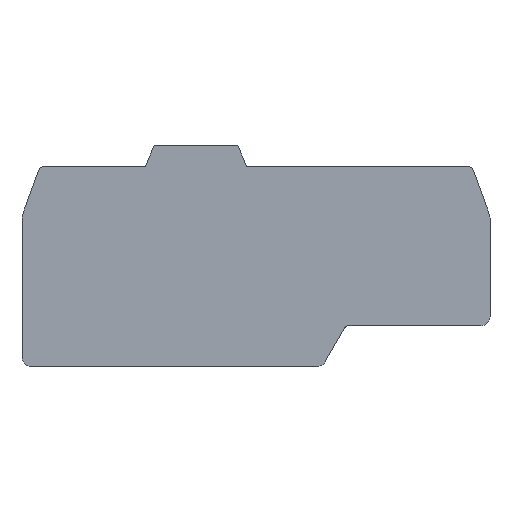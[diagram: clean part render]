
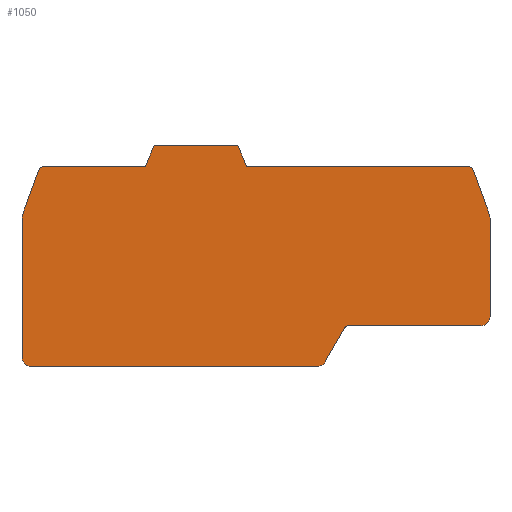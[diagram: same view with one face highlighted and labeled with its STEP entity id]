
A CAD part, top view. The second image highlights one B-rep face of the part: STEP entity #1050.
In plain terms, the highlighted planar face has unit normal (0, 0, 1).
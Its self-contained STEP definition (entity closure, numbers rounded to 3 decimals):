
#320=DIRECTION('',(-1.,0.,0.));
#321=VECTOR('',#320,36.85);
#322=CARTESIAN_POINT('',(45.3,33.5,1.5));
#323=LINE('',#322,#321);
#327=CARTESIAN_POINT('',(45.3,32.5,1.5));
#328=DIRECTION('',(0.,0.,1.));
#329=DIRECTION('',(0.94,0.342,0.));
#330=AXIS2_PLACEMENT_3D('',#327,#328,#329);
#335=DIRECTION('',(-0.342,0.94,0.));
#336=VECTOR('',#335,7.718);
#337=CARTESIAN_POINT('',(48.879,25.589,1.5));
#338=LINE('',#337,#336);
#342=CARTESIAN_POINT('',(47.,24.905,1.5));
#343=DIRECTION('',(0.,0.,1.));
#344=DIRECTION('',(1.,0.,0.));
#345=AXIS2_PLACEMENT_3D('',#342,#343,#344);
#350=DIRECTION('',(0.,1.,0.));
#351=VECTOR('',#350,16.405);
#352=CARTESIAN_POINT('',(49.,8.5,1.5));
#353=LINE('',#352,#351);
#357=CARTESIAN_POINT('',(47.5,8.5,1.5));
#358=DIRECTION('',(0.,0.,1.));
#359=DIRECTION('',(0.,-1.,0.));
#360=AXIS2_PLACEMENT_3D('',#357,#358,#359);
#365=DIRECTION('',(1.,0.,0.));
#366=VECTOR('',#365,21.923);
#367=CARTESIAN_POINT('',(25.577,7.,1.5));
#368=LINE('',#367,#366);
#372=CARTESIAN_POINT('',(25.577,6.,1.5));
#373=DIRECTION('',(0.,0.,-1.));
#374=DIRECTION('',(-0.866,0.5,0.));
#375=AXIS2_PLACEMENT_3D('',#372,#373,#374);
#380=DIRECTION('',(0.5,0.866,0.));
#381=VECTOR('',#380,6.409);
#382=CARTESIAN_POINT('',(21.507,0.95,1.5));
#383=LINE('',#382,#381);
#387=CARTESIAN_POINT('',(20.208,1.7,1.5));
#388=DIRECTION('',(0.,0.,1.));
#389=DIRECTION('',(0.,-1.,0.));
#390=AXIS2_PLACEMENT_3D('',#387,#388,#389);
#395=DIRECTION('',(1.,0.,0.));
#396=VECTOR('',#395,47.708);
#397=CARTESIAN_POINT('',(-27.5,0.2,1.5));
#398=LINE('',#397,#396);
#402=CARTESIAN_POINT('',(-27.5,1.7,1.5));
#403=DIRECTION('',(0.,0.,1.));
#404=DIRECTION('',(-1.,0.,0.));
#405=AXIS2_PLACEMENT_3D('',#402,#403,#404);
#410=DIRECTION('',(0.,-1.,0.));
#411=VECTOR('',#410,23.205);
#412=CARTESIAN_POINT('',(-29.,24.905,1.5));
#413=LINE('',#412,#411);
#417=CARTESIAN_POINT('',(-27.,24.905,1.5));
#418=DIRECTION('',(0.,0.,1.));
#419=DIRECTION('',(-0.94,0.342,0.));
#420=AXIS2_PLACEMENT_3D('',#417,#418,#419);
#425=DIRECTION('',(-0.342,-0.94,0.));
#426=VECTOR('',#425,7.718);
#427=CARTESIAN_POINT('',(-26.24,32.842,1.5));
#428=LINE('',#427,#426);
#432=CARTESIAN_POINT('',(-25.3,32.5,1.5));
#433=DIRECTION('',(0.,0.,1.));
#434=DIRECTION('',(0.,1.,0.));
#435=AXIS2_PLACEMENT_3D('',#432,#433,#434);
#440=DIRECTION('',(-1.,0.,0.));
#441=VECTOR('',#440,16.85);
#442=CARTESIAN_POINT('',(-8.45,33.5,1.5));
#443=LINE('',#442,#441);
#447=DIRECTION('',(-0.391,-0.921,0.));
#448=VECTOR('',#447,3.802);
#449=CARTESIAN_POINT('',(-6.964,37.,1.5));
#450=LINE('',#449,#448);
#454=DIRECTION('',(-1.,0.,0.));
#455=VECTOR('',#454,13.929);
#456=CARTESIAN_POINT('',(6.964,37.,1.5));
#457=LINE('',#456,#455);
#461=DIRECTION('',(-0.391,0.921,0.));
#462=VECTOR('',#461,3.802);
#463=CARTESIAN_POINT('',(8.45,33.5,1.5));
#464=LINE('',#463,#462);
#508=CARTESIAN_POINT('',(46.24,32.842,1.5));
#509=CARTESIAN_POINT('',(45.3,33.5,1.5));
#510=VERTEX_POINT('',#508);
#511=VERTEX_POINT('',#509);
#512=CARTESIAN_POINT('',(48.879,25.589,1.5));
#513=VERTEX_POINT('',#512);
#514=CARTESIAN_POINT('',(49.,24.905,1.5));
#515=VERTEX_POINT('',#514);
#516=CARTESIAN_POINT('',(49.,8.5,1.5));
#517=VERTEX_POINT('',#516);
#518=CARTESIAN_POINT('',(47.5,7.,1.5));
#519=VERTEX_POINT('',#518);
#520=CARTESIAN_POINT('',(25.577,7.,1.5));
#521=VERTEX_POINT('',#520);
#522=CARTESIAN_POINT('',(24.711,6.5,1.5));
#523=VERTEX_POINT('',#522);
#524=CARTESIAN_POINT('',(21.507,0.95,1.5));
#525=VERTEX_POINT('',#524);
#526=CARTESIAN_POINT('',(20.208,0.2,1.5));
#527=VERTEX_POINT('',#526);
#528=CARTESIAN_POINT('',(-27.5,0.2,1.5));
#529=VERTEX_POINT('',#528);
#530=CARTESIAN_POINT('',(-29.,1.7,1.5));
#531=VERTEX_POINT('',#530);
#532=CARTESIAN_POINT('',(-29.,24.905,1.5));
#533=VERTEX_POINT('',#532);
#534=CARTESIAN_POINT('',(-28.879,25.589,1.5));
#535=VERTEX_POINT('',#534);
#536=CARTESIAN_POINT('',(-26.24,32.842,1.5));
#537=VERTEX_POINT('',#536);
#538=CARTESIAN_POINT('',(-25.3,33.5,1.5));
#539=VERTEX_POINT('',#538);
#540=CARTESIAN_POINT('',(-8.45,33.5,1.5));
#541=VERTEX_POINT('',#540);
#542=CARTESIAN_POINT('',(-6.964,37.,1.5));
#543=VERTEX_POINT('',#542);
#544=CARTESIAN_POINT('',(6.964,37.,1.5));
#545=VERTEX_POINT('',#544);
#546=CARTESIAN_POINT('',(8.45,33.5,1.5));
#547=VERTEX_POINT('',#546);
#1023=CARTESIAN_POINT('',(23.7,24.5,1.5));
#1024=DIRECTION('',(0.,0.,1.));
#1025=DIRECTION('',(-1.,0.,0.));
#1026=AXIS2_PLACEMENT_3D('',#1023,#1024,#1025);
#1027=PLANE('',#1026);
#1028=ORIENTED_EDGE('',*,*,#1010,.F.);
#1029=ORIENTED_EDGE('',*,*,#611,.F.);
#1030=ORIENTED_EDGE('',*,*,#633,.F.);
#1031=ORIENTED_EDGE('',*,*,#654,.F.);
#1032=ORIENTED_EDGE('',*,*,#675,.F.);
#1033=ORIENTED_EDGE('',*,*,#696,.F.);
#1034=ORIENTED_EDGE('',*,*,#717,.F.);
#1035=ORIENTED_EDGE('',*,*,#738,.F.);
#1036=ORIENTED_EDGE('',*,*,#759,.F.);
#1037=ORIENTED_EDGE('',*,*,#780,.F.);
#1038=ORIENTED_EDGE('',*,*,#801,.F.);
#1039=ORIENTED_EDGE('',*,*,#822,.F.);
#1040=ORIENTED_EDGE('',*,*,#843,.F.);
#1041=ORIENTED_EDGE('',*,*,#864,.F.);
#1042=ORIENTED_EDGE('',*,*,#885,.F.);
#1043=ORIENTED_EDGE('',*,*,#906,.F.);
#1044=ORIENTED_EDGE('',*,*,#927,.F.);
#1045=ORIENTED_EDGE('',*,*,#948,.F.);
#1046=ORIENTED_EDGE('',*,*,#969,.F.);
#1047=ORIENTED_EDGE('',*,*,#990,.F.);
#1048=EDGE_LOOP('',(#1028,#1029,#1030,#1031,#1032,#1033,#1034,#1035,#1036,#1037,
#1038,#1039,#1040,#1041,#1042,#1043,#1044,#1045,#1046,#1047));
#1049=FACE_OUTER_BOUND('',#1048,.F.);
#331=CIRCLE('',#330,1.);
#346=CIRCLE('',#345,2.);
#361=CIRCLE('',#360,1.5);
#376=CIRCLE('',#375,1.);
#391=CIRCLE('',#390,1.5);
#406=CIRCLE('',#405,1.5);
#421=CIRCLE('',#420,2.);
#436=CIRCLE('',#435,1.);
#611=EDGE_CURVE('',#510,#511,#331,.T.);
#633=EDGE_CURVE('',#513,#510,#338,.T.);
#654=EDGE_CURVE('',#515,#513,#346,.T.);
#675=EDGE_CURVE('',#517,#515,#353,.T.);
#696=EDGE_CURVE('',#519,#517,#361,.T.);
#717=EDGE_CURVE('',#521,#519,#368,.T.);
#738=EDGE_CURVE('',#523,#521,#376,.T.);
#759=EDGE_CURVE('',#525,#523,#383,.T.);
#780=EDGE_CURVE('',#527,#525,#391,.T.);
#801=EDGE_CURVE('',#529,#527,#398,.T.);
#822=EDGE_CURVE('',#531,#529,#406,.T.);
#843=EDGE_CURVE('',#533,#531,#413,.T.);
#864=EDGE_CURVE('',#535,#533,#421,.T.);
#885=EDGE_CURVE('',#537,#535,#428,.T.);
#906=EDGE_CURVE('',#539,#537,#436,.T.);
#927=EDGE_CURVE('',#541,#539,#443,.T.);
#948=EDGE_CURVE('',#543,#541,#450,.T.);
#969=EDGE_CURVE('',#545,#543,#457,.T.);
#990=EDGE_CURVE('',#547,#545,#464,.T.);
#1010=EDGE_CURVE('',#511,#547,#323,.T.);
#1050=ADVANCED_FACE('',(#1049),#1027,.T.);
